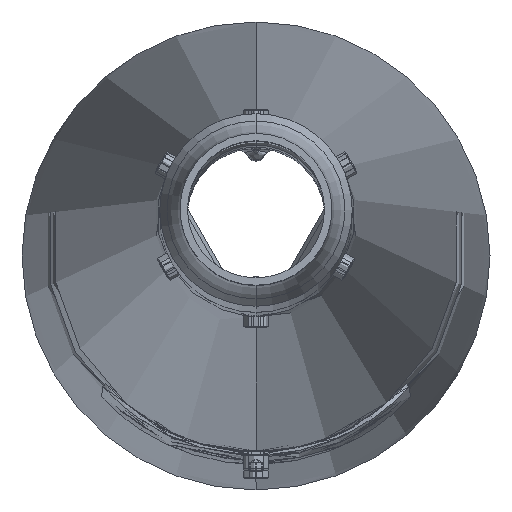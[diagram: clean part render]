
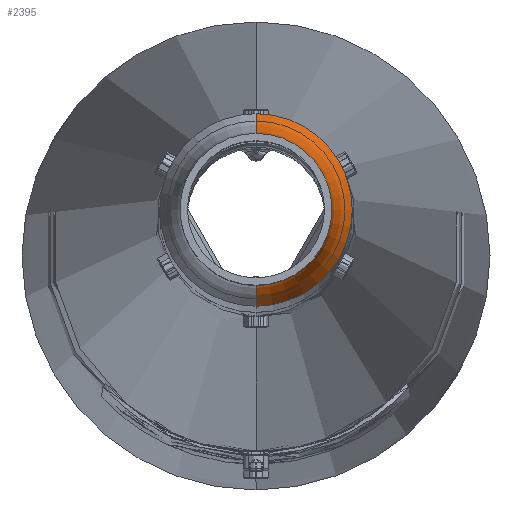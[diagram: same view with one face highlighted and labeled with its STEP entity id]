
A CAD part, top view. The second image highlights one B-rep face of the part: STEP entity #2395.
In plain terms, the highlighted toroidal (fillet/blend) face has major radius 90 mm and minor radius 60 mm.
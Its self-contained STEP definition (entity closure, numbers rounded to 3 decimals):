
#77 = EDGE_CURVE ( 'NONE', #5223, #8264, #5975, .T. ) ;
#91 = TOROIDAL_SURFACE ( 'NONE', #818, 90., 60. ) ;
#725 = CARTESIAN_POINT ( 'NONE',  ( 0., 1350., 0. ) ) ;
#818 = AXIS2_PLACEMENT_3D ( 'NONE', #5030, #868, #2912 ) ;
#868 = DIRECTION ( 'NONE',  ( 0., 1., 0. ) ) ;
#1218 = EDGE_CURVE ( 'NONE', #4493, #4943, #5864, .T. ) ;
#1470 = DIRECTION ( 'NONE',  ( -1., 0., 0. ) ) ;
#1985 = ORIENTED_EDGE ( 'NONE', *, *, #1218, .T. ) ;
#1986 = CARTESIAN_POINT ( 'NONE',  ( 0., 1380.02, 30. ) ) ;
#2225 = CARTESIAN_POINT ( 'NONE',  ( 0., 1380.02, 90. ) ) ;
#2324 = DIRECTION ( 'NONE',  ( 0., 1., 0. ) ) ;
#2349 = CARTESIAN_POINT ( 'NONE',  ( 0., 1380.02, -30. ) ) ;
#2370 = DIRECTION ( 'NONE',  ( 0., 0., -1. ) ) ;
#2395 = ADVANCED_FACE ( 'NONE', ( #5830 ), #91, .F. ) ;
#2912 = DIRECTION ( 'NONE',  ( 0., 0., 1. ) ) ;
#3685 = AXIS2_PLACEMENT_3D ( 'NONE', #2225, #1470, #6470 ) ;
#3723 = CARTESIAN_POINT ( 'NONE',  ( 0., 1350., -38.05 ) ) ;
#3819 = DIRECTION ( 'NONE',  ( 1., 0., 0. ) ) ;
#4493 = VERTEX_POINT ( 'NONE', #3723 ) ;
#4501 = EDGE_CURVE ( 'NONE', #5223, #4493, #7062, .T. ) ;
#4505 = AXIS2_PLACEMENT_3D ( 'NONE', #725, #2324, #5685 ) ;
#4679 = CARTESIAN_POINT ( 'NONE',  ( 0., 1380.02, 0. ) ) ;
#4943 = VERTEX_POINT ( 'NONE', #7899 ) ;
#5009 = ORIENTED_EDGE ( 'NONE', *, *, #4501, .T. ) ;
#5030 = CARTESIAN_POINT ( 'NONE',  ( 0., 1380.02, 0. ) ) ;
#5223 = VERTEX_POINT ( 'NONE', #2349 ) ;
#5685 = DIRECTION ( 'NONE',  ( 0., 0., 1. ) ) ;
#5822 = EDGE_CURVE ( 'NONE', #8264, #4943, #5914, .T. ) ;
#5830 = FACE_OUTER_BOUND ( 'NONE', #8992, .T. ) ;
#5864 = CIRCLE ( 'NONE', #4505, 38.05 ) ;
#5914 = CIRCLE ( 'NONE', #3685, 60. ) ;
#5975 = CIRCLE ( 'NONE', #7143, 30. ) ;
#6192 = AXIS2_PLACEMENT_3D ( 'NONE', #7386, #3819, #2370 ) ;
#6470 = DIRECTION ( 'NONE',  ( 0., 0., 1. ) ) ;
#6590 = ORIENTED_EDGE ( 'NONE', *, *, #77, .F. ) ;
#6724 = DIRECTION ( 'NONE',  ( 0., 0., 1. ) ) ;
#7062 = CIRCLE ( 'NONE', #6192, 60. ) ;
#7143 = AXIS2_PLACEMENT_3D ( 'NONE', #4679, #8928, #6724 ) ;
#7386 = CARTESIAN_POINT ( 'NONE',  ( 0., 1380.02, -90. ) ) ;
#7824 = ORIENTED_EDGE ( 'NONE', *, *, #5822, .F. ) ;
#7899 = CARTESIAN_POINT ( 'NONE',  ( 0., 1350., 38.05 ) ) ;
#8264 = VERTEX_POINT ( 'NONE', #1986 ) ;
#8928 = DIRECTION ( 'NONE',  ( 0., 1., 0. ) ) ;
#8992 = EDGE_LOOP ( 'NONE', ( #6590, #5009, #1985, #7824 ) ) ;
